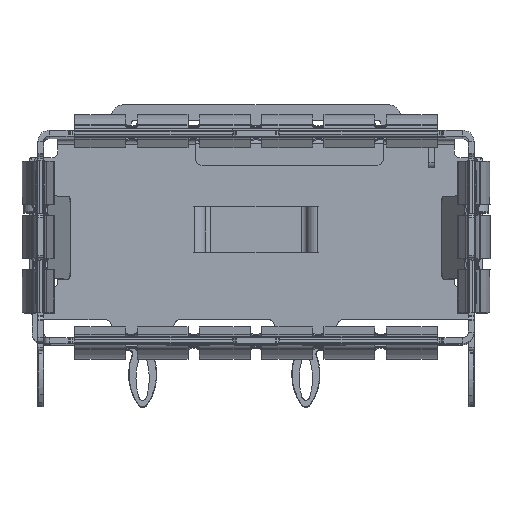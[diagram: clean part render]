
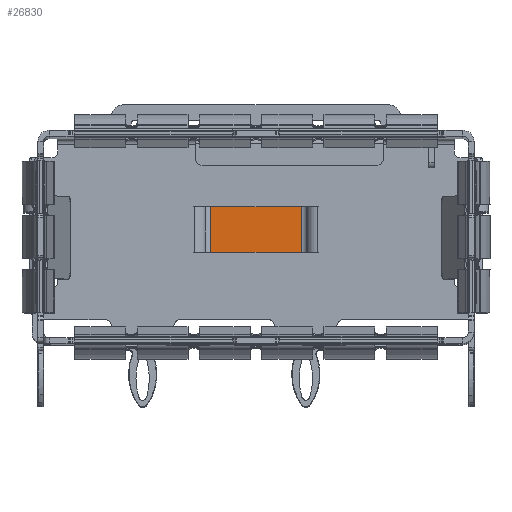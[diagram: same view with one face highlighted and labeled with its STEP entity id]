
A CAD part, top view. The second image highlights one B-rep face of the part: STEP entity #26830.
In plain terms, the highlighted planar face has unit normal (0, 0, 1).
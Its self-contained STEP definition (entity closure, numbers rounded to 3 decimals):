
#1305 = CARTESIAN_POINT ( 'NONE',  ( -2., 6.15, -71.575 ) ) ;
#3758 = DIRECTION ( 'NONE',  ( 0., -1., 0. ) ) ;
#5730 = DIRECTION ( 'NONE',  ( -1., 0., 0. ) ) ;
#6783 = AXIS2_PLACEMENT_3D ( 'NONE', #46624, #14217, #3758 ) ;
#7839 = FACE_OUTER_BOUND ( 'NONE', #59182, .T. ) ;
#8874 = CARTESIAN_POINT ( 'NONE',  ( 2., 6.16, -71.575 ) ) ;
#10007 = VERTEX_POINT ( 'NONE', #1305 ) ;
#14217 = DIRECTION ( 'NONE',  ( 0., 0., -1. ) ) ;
#15984 = CARTESIAN_POINT ( 'NONE',  ( -2., 4.15, -71.575 ) ) ;
#19578 = LINE ( 'NONE', #32463, #56447 ) ;
#21057 = LINE ( 'NONE', #46133, #52031 ) ;
#22224 = VECTOR ( 'NONE', #68254, 1000. ) ;
#24442 = PLANE ( 'NONE',  #6783 ) ;
#24960 = VERTEX_POINT ( 'NONE', #15984 ) ;
#25942 = EDGE_CURVE ( 'NONE', #67023, #24960, #19578, .T. ) ;
#26830 = ADVANCED_FACE ( 'NONE', ( #7839 ), #24442, .F. ) ;
#28993 = ORIENTED_EDGE ( 'NONE', *, *, #61197, .F. ) ;
#32463 = CARTESIAN_POINT ( 'NONE',  ( 2.5, 4.15, -71.575 ) ) ;
#35652 = LINE ( 'NONE', #63695, #64252 ) ;
#36318 = LINE ( 'NONE', #8874, #22224 ) ;
#37073 = ORIENTED_EDGE ( 'NONE', *, *, #51908, .T. ) ;
#37088 = CARTESIAN_POINT ( 'NONE',  ( 2., 6.15, -71.575 ) ) ;
#46133 = CARTESIAN_POINT ( 'NONE',  ( 2.5, 6.15, -71.575 ) ) ;
#46624 = CARTESIAN_POINT ( 'NONE',  ( -2.25, 6.16, -71.575 ) ) ;
#51908 = EDGE_CURVE ( 'NONE', #10007, #24960, #35652, .T. ) ;
#52031 = VECTOR ( 'NONE', #57406, 1000. ) ;
#54231 = EDGE_CURVE ( 'NONE', #67023, #57012, #36318, .T. ) ;
#56447 = VECTOR ( 'NONE', #5730, 1000. ) ;
#57012 = VERTEX_POINT ( 'NONE', #37088 ) ;
#57406 = DIRECTION ( 'NONE',  ( 1., 0., 0. ) ) ;
#59182 = EDGE_LOOP ( 'NONE', ( #28993, #37073, #66038, #65029 ) ) ;
#59248 = DIRECTION ( 'NONE',  ( 0., -1., 0. ) ) ;
#61197 = EDGE_CURVE ( 'NONE', #10007, #57012, #21057, .T. ) ;
#63695 = CARTESIAN_POINT ( 'NONE',  ( -2., 4.15, -71.575 ) ) ;
#64252 = VECTOR ( 'NONE', #59248, 1000. ) ;
#65029 = ORIENTED_EDGE ( 'NONE', *, *, #54231, .T. ) ;
#66038 = ORIENTED_EDGE ( 'NONE', *, *, #25942, .F. ) ;
#66816 = CARTESIAN_POINT ( 'NONE',  ( 2., 4.15, -71.575 ) ) ;
#67023 = VERTEX_POINT ( 'NONE', #66816 ) ;
#68254 = DIRECTION ( 'NONE',  ( 0., 1., 0. ) ) ;
